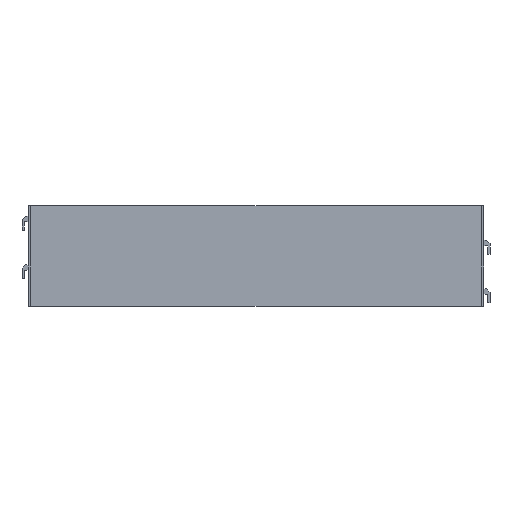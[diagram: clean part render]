
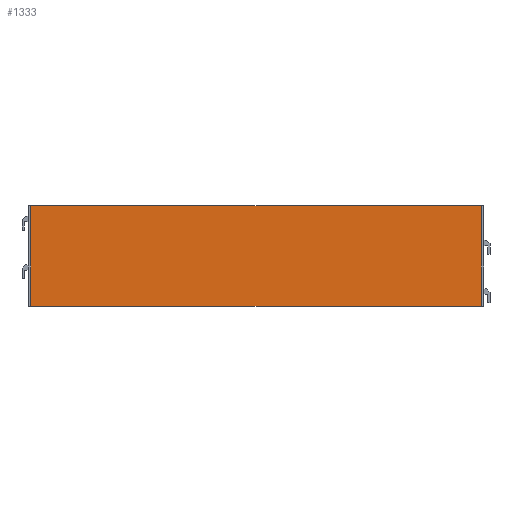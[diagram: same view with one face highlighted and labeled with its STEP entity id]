
A CAD part, top view. The second image highlights one B-rep face of the part: STEP entity #1333.
In plain terms, the highlighted planar face has unit normal (0, 0, 1).
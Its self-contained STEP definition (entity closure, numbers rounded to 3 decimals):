
#5 = DIRECTION ( 'NONE',  ( 0., 0., -1. ) ) ;
#31 = ORIENTED_EDGE ( 'NONE', *, *, #921, .T. ) ;
#93 = VERTEX_POINT ( 'NONE', #1002 ) ;
#185 = CARTESIAN_POINT ( 'NONE',  ( 130.5, 0., 3. ) ) ;
#302 = DIRECTION ( 'NONE',  ( 0., -1., 0. ) ) ;
#308 = EDGE_CURVE ( 'NONE', #93, #428, #344, .T. ) ;
#344 = LINE ( 'NONE', #185, #593 ) ;
#387 = EDGE_CURVE ( 'NONE', #93, #1576, #1659, .T. ) ;
#411 = CARTESIAN_POINT ( 'NONE',  ( 130.5, -58., 3. ) ) ;
#428 = VERTEX_POINT ( 'NONE', #1139 ) ;
#438 = LINE ( 'NONE', #1316, #1381 ) ;
#506 = CARTESIAN_POINT ( 'NONE',  ( 130.5, 0., 3. ) ) ;
#534 = VECTOR ( 'NONE', #547, 1000. ) ;
#547 = DIRECTION ( 'NONE',  ( -1., 0., 0. ) ) ;
#593 = VECTOR ( 'NONE', #752, 1000. ) ;
#679 = EDGE_LOOP ( 'NONE', ( #31, #1241, #1479, #1819 ) ) ;
#752 = DIRECTION ( 'NONE',  ( -1., 0., 0. ) ) ;
#767 = EDGE_CURVE ( 'NONE', #1576, #933, #1671, .T. ) ;
#897 = CARTESIAN_POINT ( 'NONE',  ( -130.5, -58., 3. ) ) ;
#921 = EDGE_CURVE ( 'NONE', #428, #933, #438, .T. ) ;
#929 = CARTESIAN_POINT ( 'NONE',  ( 130.5, -58., 3. ) ) ;
#933 = VERTEX_POINT ( 'NONE', #897 ) ;
#977 = VECTOR ( 'NONE', #1198, 1000. ) ;
#1002 = CARTESIAN_POINT ( 'NONE',  ( 130.5, 0., 3. ) ) ;
#1017 = PLANE ( 'NONE',  #1532 ) ;
#1139 = CARTESIAN_POINT ( 'NONE',  ( -130.5, 0., 3. ) ) ;
#1176 = DIRECTION ( 'NONE',  ( 0., 1., 0. ) ) ;
#1198 = DIRECTION ( 'NONE',  ( 0., -1., 0. ) ) ;
#1241 = ORIENTED_EDGE ( 'NONE', *, *, #767, .F. ) ;
#1316 = CARTESIAN_POINT ( 'NONE',  ( -130.5, 0., 3. ) ) ;
#1333 = ADVANCED_FACE ( 'NONE', ( #1615 ), #1017, .F. ) ;
#1381 = VECTOR ( 'NONE', #302, 1000. ) ;
#1479 = ORIENTED_EDGE ( 'NONE', *, *, #387, .F. ) ;
#1532 = AXIS2_PLACEMENT_3D ( 'NONE', #1605, #5, #1176 ) ;
#1576 = VERTEX_POINT ( 'NONE', #929 ) ;
#1605 = CARTESIAN_POINT ( 'NONE',  ( 130.5, 0., 3. ) ) ;
#1615 = FACE_OUTER_BOUND ( 'NONE', #679, .T. ) ;
#1659 = LINE ( 'NONE', #506, #977 ) ;
#1671 = LINE ( 'NONE', #411, #534 ) ;
#1819 = ORIENTED_EDGE ( 'NONE', *, *, #308, .T. ) ;
